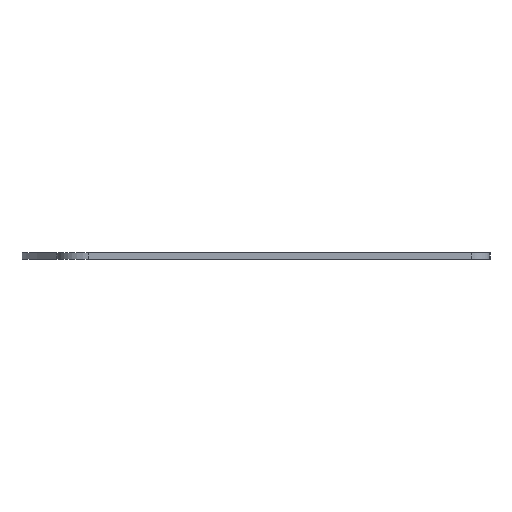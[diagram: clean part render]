
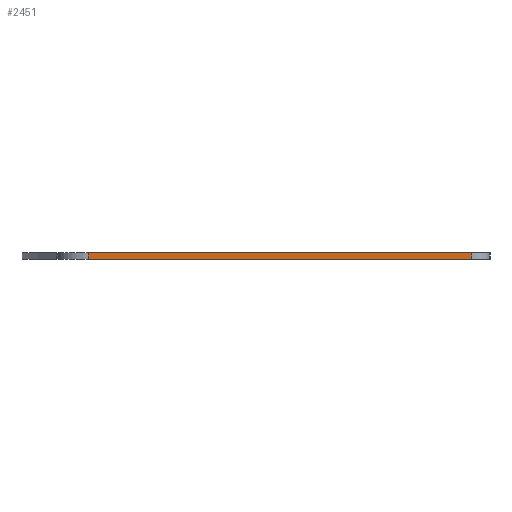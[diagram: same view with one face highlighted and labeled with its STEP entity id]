
A CAD part, left-side view. The second image highlights one B-rep face of the part: STEP entity #2451.
In plain terms, the highlighted planar face has unit normal (-1, 0.026, 0).
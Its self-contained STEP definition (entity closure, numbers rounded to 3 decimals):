
#712=DIRECTION('',(-0.026,-1.,0.));
#713=VECTOR('',#712,86.925);
#714=CARTESIAN_POINT('',(-120.617,91.,0.));
#715=LINE('',#714,#713);
#719=DIRECTION('',(0.,0.,1.));
#720=VECTOR('',#719,1.5);
#721=CARTESIAN_POINT('',(-122.893,4.105,0.));
#722=LINE('',#721,#720);
#733=DIRECTION('',(0.,0.,-1.));
#734=VECTOR('',#733,1.5);
#735=CARTESIAN_POINT('',(-120.617,91.,1.5));
#736=LINE('',#735,#734);
#853=DIRECTION('',(0.026,1.,0.));
#854=VECTOR('',#853,86.925);
#855=CARTESIAN_POINT('',(-122.893,4.105,1.5));
#856=LINE('',#855,#854);
#1921=CARTESIAN_POINT('',(-122.893,4.105,0.));
#1923=VERTEX_POINT('',#1921);
#2079=CARTESIAN_POINT('',(-120.617,91.,0.));
#2080=VERTEX_POINT('',#2079);
#2081=CARTESIAN_POINT('',(-122.893,4.105,1.5));
#2082=VERTEX_POINT('',#2081);
#2085=CARTESIAN_POINT('',(-120.617,91.,1.5));
#2086=VERTEX_POINT('',#2085);
#2438=CARTESIAN_POINT('',(-120.617,91.,0.));
#2439=DIRECTION('',(-1.,0.026,0.));
#2440=DIRECTION('',(-0.026,-1.,0.));
#2441=AXIS2_PLACEMENT_3D('',#2438,#2439,#2440);
#2442=PLANE('',#2441);
#2443=ORIENTED_EDGE('',*,*,#2422,.F.);
#2444=ORIENTED_EDGE('',*,*,#2404,.F.);
#2446=ORIENTED_EDGE('',*,*,#2445,.F.);
#2448=ORIENTED_EDGE('',*,*,#2447,.F.);
#2449=EDGE_LOOP('',(#2443,#2444,#2446,#2448));
#2450=FACE_OUTER_BOUND('',#2449,.F.);
#2404=EDGE_CURVE('',#2080,#1923,#715,.T.);
#2422=EDGE_CURVE('',#1923,#2082,#722,.T.);
#2445=EDGE_CURVE('',#2086,#2080,#736,.T.);
#2447=EDGE_CURVE('',#2082,#2086,#856,.T.);
#2451=ADVANCED_FACE('',(#2450),#2442,.T.);
